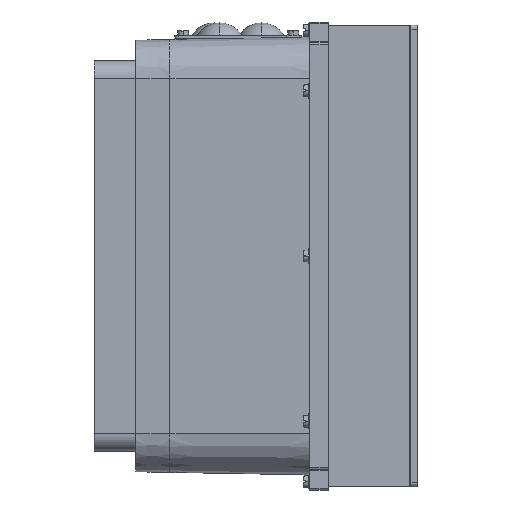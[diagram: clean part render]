
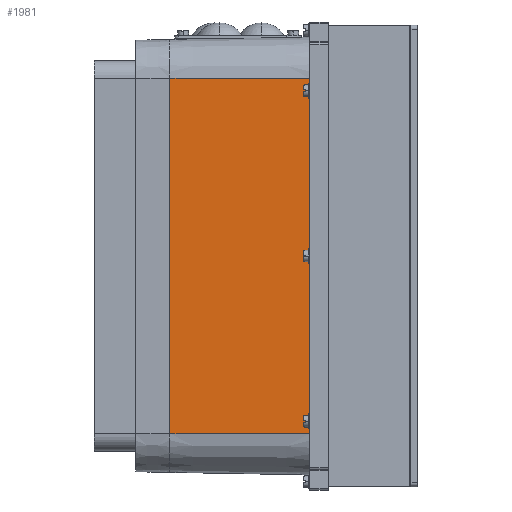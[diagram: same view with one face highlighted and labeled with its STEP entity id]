
A CAD part, left-side view. The second image highlights one B-rep face of the part: STEP entity #1981.
In plain terms, the highlighted planar face has unit normal (-1, 0.018, 0).
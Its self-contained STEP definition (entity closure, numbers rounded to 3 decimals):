
#1981=ADVANCED_FACE('',(#6698),#6699,.T.);
#6698=FACE_OUTER_BOUND('',#12938,.T.);
#6699=PLANE('',#12939);
#12938=EDGE_LOOP('',(#29749,#29750,#29751,#29752,#29753,#29754,#29755,#29756,#29757,#29758,#29759,#29760,#29761,#29762,#29763,#29764));
#12939=AXIS2_PLACEMENT_3D('',#29765,#29766,#29767);
#29749=ORIENTED_EDGE('',*,*,#43753,.T.);
#29750=ORIENTED_EDGE('',*,*,#43444,.F.);
#29751=ORIENTED_EDGE('',*,*,#43754,.F.);
#29752=ORIENTED_EDGE('',*,*,#43755,.F.);
#29753=ORIENTED_EDGE('',*,*,#43756,.T.);
#29754=ORIENTED_EDGE('',*,*,#43440,.F.);
#29755=ORIENTED_EDGE('',*,*,#43757,.F.);
#29756=ORIENTED_EDGE('',*,*,#43752,.F.);
#29757=ORIENTED_EDGE('',*,*,#43758,.T.);
#29758=ORIENTED_EDGE('',*,*,#43436,.F.);
#29759=ORIENTED_EDGE('',*,*,#43759,.T.);
#29760=ORIENTED_EDGE('',*,*,#43760,.T.);
#29761=ORIENTED_EDGE('',*,*,#43761,.T.);
#29762=ORIENTED_EDGE('',*,*,#43448,.F.);
#29763=ORIENTED_EDGE('',*,*,#43762,.F.);
#29764=ORIENTED_EDGE('',*,*,#43763,.F.);
#29765=CARTESIAN_POINT('',(-114.0,3.5,-165.571));
#29766=DIRECTION('',(-1.,0.017,0.0));
#29767=DIRECTION('',(0.0,0.0,1.0));
#43436=EDGE_CURVE('',#54019,#54022,#54023,.T.);
#43440=EDGE_CURVE('',#54027,#54029,#54030,.T.);
#43444=EDGE_CURVE('',#54034,#54036,#54037,.T.);
#43448=EDGE_CURVE('',#54041,#54043,#54044,.T.);
#43752=EDGE_CURVE('',#54595,#54591,#54597,.T.);
#43753=EDGE_CURVE('',#54598,#54036,#54599,.T.);
#43754=EDGE_CURVE('',#54600,#54034,#54601,.T.);
#43755=EDGE_CURVE('',#54602,#54600,#54603,.T.);
#43756=EDGE_CURVE('',#54602,#54029,#54604,.T.);
#43757=EDGE_CURVE('',#54591,#54027,#54605,.T.);
#43758=EDGE_CURVE('',#54595,#54022,#54606,.T.);
#43759=EDGE_CURVE('',#54019,#54607,#54608,.T.);
#43760=EDGE_CURVE('',#54607,#54609,#54610,.T.);
#43761=EDGE_CURVE('',#54609,#54043,#54611,.T.);
#43762=EDGE_CURVE('',#54612,#54041,#54613,.T.);
#43763=EDGE_CURVE('',#54598,#54612,#54614,.T.);
#54019=VERTEX_POINT('',#70149);
#54022=VERTEX_POINT('',#70152);
#54023=LINE('',#70153,#70154);
#54027=VERTEX_POINT('',#70159);
#54029=VERTEX_POINT('',#70162);
#54030=LINE('',#70163,#70164);
#54034=VERTEX_POINT('',#70169);
#54036=VERTEX_POINT('',#70172);
#54037=LINE('',#70173,#70174);
#54041=VERTEX_POINT('',#70179);
#54043=VERTEX_POINT('',#70182);
#54044=LINE('',#70183,#70184);
#54591=VERTEX_POINT('',#70952);
#54595=VERTEX_POINT('',#70957);
#54597=LINE('',#70960,#70961);
#54598=VERTEX_POINT('',#70962);
#54599=LINE('',#70963,#70964);
#54600=VERTEX_POINT('',#70965);
#54601=LINE('',#70966,#70967);
#54602=VERTEX_POINT('',#70968);
#54603=LINE('',#70969,#70970);
#54604=LINE('',#70971,#70972);
#54605=LINE('',#70973,#70974);
#54606=LINE('',#70975,#70976);
#54607=VERTEX_POINT('',#70977);
#54608=LINE('',#70978,#70979);
#54609=VERTEX_POINT('',#70980);
#54610=LINE('',#70981,#70982);
#54611=LINE('',#70983,#70984);
#54612=VERTEX_POINT('',#70985);
#54613=LINE('',#70986,#70987);
#54614=LINE('',#70988,#70989);
#70149=CARTESIAN_POINT('',(-114.0,3.5,129.0));
#70152=CARTESIAN_POINT('',(-114.0,3.5,125.25));
#70153=CARTESIAN_POINT('',(-114.0,3.5,129.0));
#70154=VECTOR('',#83121,3.75);
#70159=CARTESIAN_POINT('',(-114.0,3.5,114.75));
#70162=CARTESIAN_POINT('',(-114.0,3.5,5.25));
#70163=CARTESIAN_POINT('',(-114.0,3.5,114.75));
#70164=VECTOR('',#83127,109.5);
#70169=CARTESIAN_POINT('',(-114.0,3.5,-5.25));
#70172=CARTESIAN_POINT('',(-114.0,3.5,-114.75));
#70173=CARTESIAN_POINT('',(-114.0,3.5,-5.25));
#70174=VECTOR('',#83133,109.5);
#70179=CARTESIAN_POINT('',(-114.0,3.5,-125.25));
#70182=CARTESIAN_POINT('',(-114.0,3.5,-129.0));
#70183=CARTESIAN_POINT('',(-114.0,3.5,-125.25));
#70184=VECTOR('',#83139,3.75);
#70952=CARTESIAN_POINT('',(-113.991,4.0,114.75));
#70957=CARTESIAN_POINT('',(-113.991,4.0,125.25));
#70960=CARTESIAN_POINT('',(-113.991,4.0,125.25));
#70961=VECTOR('',#83629,10.5);
#70962=CARTESIAN_POINT('',(-113.991,4.0,-114.75));
#70963=CARTESIAN_POINT('',(-113.991,4.0,-114.75));
#70964=VECTOR('',#83630,0.5);
#70965=CARTESIAN_POINT('',(-113.991,4.0,-5.25));
#70966=CARTESIAN_POINT('',(-113.991,4.0,-5.25));
#70967=VECTOR('',#83631,0.5);
#70968=CARTESIAN_POINT('',(-113.991,4.0,5.25));
#70969=CARTESIAN_POINT('',(-113.991,4.0,5.25));
#70970=VECTOR('',#83632,10.5);
#70971=CARTESIAN_POINT('',(-113.991,4.0,5.25));
#70972=VECTOR('',#83633,0.5);
#70973=CARTESIAN_POINT('',(-113.991,4.0,114.75));
#70974=VECTOR('',#83634,0.5);
#70975=CARTESIAN_POINT('',(-113.991,4.0,125.25));
#70976=VECTOR('',#83635,0.5);
#70977=CARTESIAN_POINT('',(-112.228,105.0,129.0));
#70978=CARTESIAN_POINT('',(-114.0,3.5,129.0));
#70979=VECTOR('',#83636,101.515);
#70980=CARTESIAN_POINT('',(-112.228,105.0,-129.0));
#70981=CARTESIAN_POINT('',(-112.228,105.0,129.0));
#70982=VECTOR('',#83637,258.0);
#70983=CARTESIAN_POINT('',(-112.228,105.0,-129.0));
#70984=VECTOR('',#83638,101.515);
#70985=CARTESIAN_POINT('',(-113.991,4.0,-125.25));
#70986=CARTESIAN_POINT('',(-113.991,4.0,-125.25));
#70987=VECTOR('',#83639,0.5);
#70988=CARTESIAN_POINT('',(-113.991,4.0,-114.75));
#70989=VECTOR('',#83640,10.5);
#83121=DIRECTION('',(0.,0.,-1.0));
#83127=DIRECTION('',(0.0,0.0,-1.0));
#83133=DIRECTION('',(0.0,0.0,-1.0));
#83139=DIRECTION('',(0.,0.,-1.0));
#83629=DIRECTION('',(0.0,0.0,-1.0));
#83630=DIRECTION('',(-0.017,-1.,0.0));
#83631=DIRECTION('',(-0.017,-1.,0.0));
#83632=DIRECTION('',(0.0,0.0,-1.0));
#83633=DIRECTION('',(-0.017,-1.,0.0));
#83634=DIRECTION('',(-0.017,-1.,0.0));
#83635=DIRECTION('',(-0.017,-1.,0.0));
#83636=DIRECTION('',(0.017,1.,0.0));
#83637=DIRECTION('',(0.0,0.0,-1.0));
#83638=DIRECTION('',(-0.017,-1.,0.0));
#83639=DIRECTION('',(-0.017,-1.,0.0));
#83640=DIRECTION('',(0.0,0.0,-1.0));
